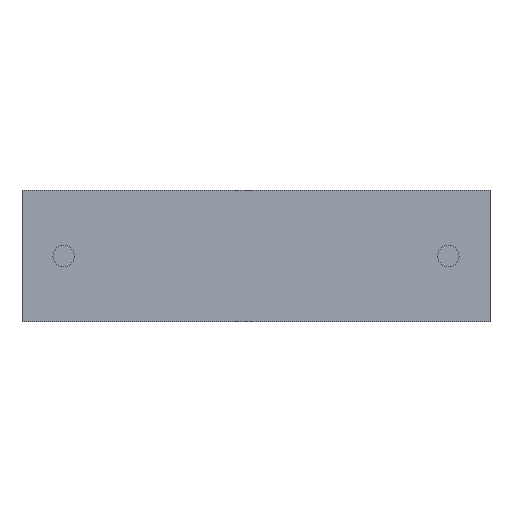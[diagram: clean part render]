
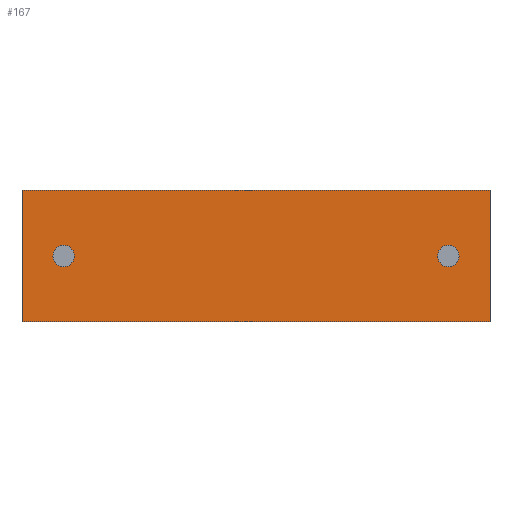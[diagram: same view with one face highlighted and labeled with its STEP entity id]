
A CAD part, front view. The second image highlights one B-rep face of the part: STEP entity #167.
In plain terms, the highlighted planar face has unit normal (0, -1, 0).
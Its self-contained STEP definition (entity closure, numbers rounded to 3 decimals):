
#7 = ORIENTED_EDGE ( 'NONE', *, *, #1812, .T. ) ;
#73 = DIRECTION ( 'NONE',  ( 0., 0., 1. ) ) ;
#97 = VERTEX_POINT ( 'NONE', #153 ) ;
#98 = DIRECTION ( 'NONE',  ( 0., 1., 0. ) ) ;
#103 = VECTOR ( 'NONE', #625, 1000. ) ;
#119 = CIRCLE ( 'NONE', #2407, 0.425 ) ;
#151 = VECTOR ( 'NONE', #1267, 1000. ) ;
#153 = CARTESIAN_POINT ( 'NONE',  ( 0., 0., 5.2 ) ) ;
#167 = ADVANCED_FACE ( 'NONE', ( #1094, #2395, #583 ), #2041, .F. ) ;
#181 = EDGE_CURVE ( 'NONE', #234, #1197, #1005, .T. ) ;
#199 = AXIS2_PLACEMENT_3D ( 'NONE', #925, #1308, #353 ) ;
#234 = VERTEX_POINT ( 'NONE', #1154 ) ;
#273 = EDGE_CURVE ( 'NONE', #1067, #1197, #675, .T. ) ;
#287 = DIRECTION ( 'NONE',  ( 0., 0., -1. ) ) ;
#299 = CARTESIAN_POINT ( 'NONE',  ( 1.65, 0., 2.175 ) ) ;
#353 = DIRECTION ( 'NONE',  ( 0., 0., 1. ) ) ;
#360 = VERTEX_POINT ( 'NONE', #1380 ) ;
#392 = AXIS2_PLACEMENT_3D ( 'NONE', #1988, #98, #893 ) ;
#405 = AXIS2_PLACEMENT_3D ( 'NONE', #2365, #1210, #73 ) ;
#491 = VECTOR ( 'NONE', #917, 1000. ) ;
#492 = ORIENTED_EDGE ( 'NONE', *, *, #181, .F. ) ;
#583 = FACE_BOUND ( 'NONE', #586, .T. ) ;
#586 = EDGE_LOOP ( 'NONE', ( #1257, #2431 ) ) ;
#605 = EDGE_CURVE ( 'NONE', #360, #2009, #784, .T. ) ;
#625 = DIRECTION ( 'NONE',  ( 0., 0., -1. ) ) ;
#652 = LINE ( 'NONE', #686, #151 ) ;
#654 = EDGE_LOOP ( 'NONE', ( #2245, #1066 ) ) ;
#675 = LINE ( 'NONE', #2103, #2307 ) ;
#686 = CARTESIAN_POINT ( 'NONE',  ( 0., 0., 5.2 ) ) ;
#726 = CARTESIAN_POINT ( 'NONE',  ( 18.5, 0., 5.2 ) ) ;
#781 = CARTESIAN_POINT ( 'NONE',  ( 0., 0., 0. ) ) ;
#784 = CIRCLE ( 'NONE', #405, 0.425 ) ;
#809 = CARTESIAN_POINT ( 'NONE',  ( 16.85, 0., 2.175 ) ) ;
#810 = CIRCLE ( 'NONE', #199, 0.425 ) ;
#837 = CARTESIAN_POINT ( 'NONE',  ( 18.5, 0., 0. ) ) ;
#893 = DIRECTION ( 'NONE',  ( 0., 0., -1. ) ) ;
#901 = ORIENTED_EDGE ( 'NONE', *, *, #273, .T. ) ;
#917 = DIRECTION ( 'NONE',  ( 0., 0., -1. ) ) ;
#925 = CARTESIAN_POINT ( 'NONE',  ( 1.65, 0., 2.6 ) ) ;
#934 = EDGE_CURVE ( 'NONE', #1630, #1171, #1231, .T. ) ;
#1005 = LINE ( 'NONE', #726, #491 ) ;
#1041 = AXIS2_PLACEMENT_3D ( 'NONE', #1265, #2058, #2462 ) ;
#1066 = ORIENTED_EDGE ( 'NONE', *, *, #1247, .T. ) ;
#1067 = VERTEX_POINT ( 'NONE', #781 ) ;
#1094 = FACE_BOUND ( 'NONE', #654, .T. ) ;
#1147 = DIRECTION ( 'NONE',  ( 1., 0., 0. ) ) ;
#1154 = CARTESIAN_POINT ( 'NONE',  ( 18.5, 0., 5.2 ) ) ;
#1171 = VERTEX_POINT ( 'NONE', #809 ) ;
#1197 = VERTEX_POINT ( 'NONE', #837 ) ;
#1210 = DIRECTION ( 'NONE',  ( 0., -1., 0. ) ) ;
#1231 = CIRCLE ( 'NONE', #392, 0.425 ) ;
#1246 = ORIENTED_EDGE ( 'NONE', *, *, #1333, .F. ) ;
#1247 = EDGE_CURVE ( 'NONE', #1171, #1630, #119, .T. ) ;
#1257 = ORIENTED_EDGE ( 'NONE', *, *, #605, .F. ) ;
#1265 = CARTESIAN_POINT ( 'NONE',  ( 0., 0., 5.2 ) ) ;
#1267 = DIRECTION ( 'NONE',  ( 1., 0., 0. ) ) ;
#1308 = DIRECTION ( 'NONE',  ( 0., -1., 0. ) ) ;
#1333 = EDGE_CURVE ( 'NONE', #97, #234, #652, .T. ) ;
#1363 = LINE ( 'NONE', #1969, #103 ) ;
#1380 = CARTESIAN_POINT ( 'NONE',  ( 1.65, 0., 3.025 ) ) ;
#1414 = CARTESIAN_POINT ( 'NONE',  ( 16.85, 0., 2.6 ) ) ;
#1563 = CARTESIAN_POINT ( 'NONE',  ( 16.85, 0., 3.025 ) ) ;
#1630 = VERTEX_POINT ( 'NONE', #1563 ) ;
#1812 = EDGE_CURVE ( 'NONE', #97, #1067, #1363, .T. ) ;
#1947 = EDGE_LOOP ( 'NONE', ( #901, #492, #1246, #7 ) ) ;
#1969 = CARTESIAN_POINT ( 'NONE',  ( 0., 0., 5.2 ) ) ;
#1988 = CARTESIAN_POINT ( 'NONE',  ( 16.85, 0., 2.6 ) ) ;
#2009 = VERTEX_POINT ( 'NONE', #299 ) ;
#2041 = PLANE ( 'NONE',  #1041 ) ;
#2058 = DIRECTION ( 'NONE',  ( 0., 1., 0. ) ) ;
#2103 = CARTESIAN_POINT ( 'NONE',  ( 0., 0., 0. ) ) ;
#2141 = EDGE_CURVE ( 'NONE', #2009, #360, #810, .T. ) ;
#2245 = ORIENTED_EDGE ( 'NONE', *, *, #934, .T. ) ;
#2307 = VECTOR ( 'NONE', #1147, 1000. ) ;
#2365 = CARTESIAN_POINT ( 'NONE',  ( 1.65, 0., 2.6 ) ) ;
#2375 = DIRECTION ( 'NONE',  ( 0., 1., 0. ) ) ;
#2395 = FACE_OUTER_BOUND ( 'NONE', #1947, .T. ) ;
#2407 = AXIS2_PLACEMENT_3D ( 'NONE', #1414, #2375, #287 ) ;
#2431 = ORIENTED_EDGE ( 'NONE', *, *, #2141, .F. ) ;
#2462 = DIRECTION ( 'NONE',  ( 0., 0., 1. ) ) ;
